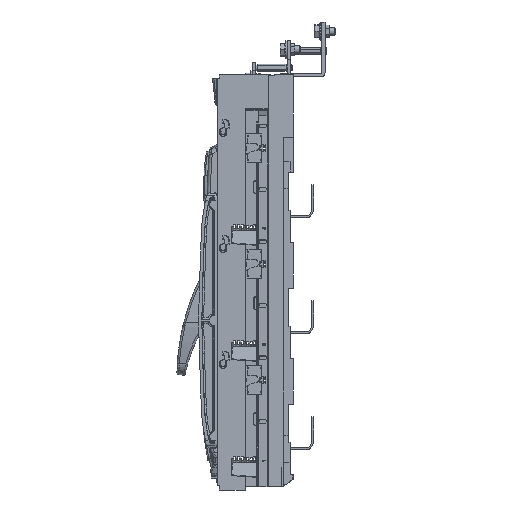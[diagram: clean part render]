
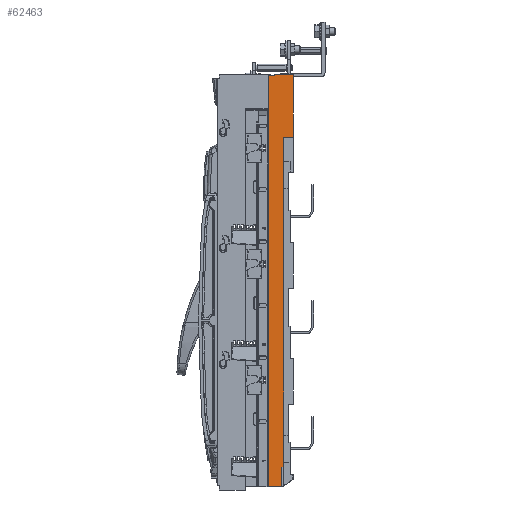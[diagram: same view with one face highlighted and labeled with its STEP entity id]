
A CAD part, left-side view. The second image highlights one B-rep face of the part: STEP entity #62463.
In plain terms, the highlighted planar face has unit normal (-1, -0.01, 0).
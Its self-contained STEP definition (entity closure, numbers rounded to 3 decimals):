
#16248=DIRECTION('',(0.,0.,1.));
#16249=VECTOR('',#16248,99.302);
#16250=CARTESIAN_POINT('',(-99.302,502.155,
114.629));
#16251=LINE('',#16250,#16249);
#27261=DIRECTION('',(0.01,-1.,0.009));
#27262=VECTOR('',#27261,40.004);
#27263=CARTESIAN_POINT('',(-99.715,542.155,
213.582));
#27264=LINE('',#27263,#27262);
#27265=DIRECTION('',(0.,0.,-1.));
#27266=VECTOR('',#27265,526.237);
#27267=CARTESIAN_POINT('',(-99.457,517.155,
114.368));
#27268=LINE('',#27267,#27266);
#27269=DIRECTION('',(0.,0.,-1.));
#27270=VECTOR('',#27269,30.816);
#27271=CARTESIAN_POINT('',(-99.488,520.155,
-411.869));
#27272=LINE('',#27271,#27270);
#27273=DIRECTION('',(-0.01,1.,-0.017));
#27274=VECTOR('',#27273,22.005);
#27275=CARTESIAN_POINT('',(-99.488,520.155,
-442.685));
#27276=LINE('',#27275,#27274);
#27277=DIRECTION('',(0.,0.,1.));
#27278=VECTOR('',#27277,656.651);
#27279=CARTESIAN_POINT('',(-99.715,542.155,
-443.069));
#27280=LINE('',#27279,#27278);
#30248=DIRECTION('',(0.01,-1.,0.017));
#30249=VECTOR('',#30248,15.003);
#30250=CARTESIAN_POINT('',(-99.457,517.155,
114.368));
#30251=LINE('',#30250,#30249);
#31763=DIRECTION('',(0.01,-1.,0.));
#31764=VECTOR('',#31763,3.);
#31765=CARTESIAN_POINT('',(-99.488,520.155,
-411.869));
#31766=LINE('',#31765,#31764);
#57368=CARTESIAN_POINT('',(-99.302,502.155,
114.629));
#57369=VERTEX_POINT('',#57368);
#57370=CARTESIAN_POINT('',(-99.302,502.155,
213.931));
#57371=VERTEX_POINT('',#57370);
#57636=CARTESIAN_POINT('',(-99.457,517.155,
-411.869));
#57637=VERTEX_POINT('',#57636);
#57638=CARTESIAN_POINT('',(-99.457,517.155,
114.368));
#57639=VERTEX_POINT('',#57638);
#57739=CARTESIAN_POINT('',(-99.715,542.155,
-443.069));
#57740=CARTESIAN_POINT('',(-99.715,542.155,
213.582));
#57741=VERTEX_POINT('',#57739);
#57742=VERTEX_POINT('',#57740);
#57747=CARTESIAN_POINT('',(-99.488,520.155,
-411.869));
#57748=VERTEX_POINT('',#57747);
#57749=CARTESIAN_POINT('',(-99.488,520.155,
-442.685));
#57750=VERTEX_POINT('',#57749);
#62443=CARTESIAN_POINT('',(-99.736,544.155,
217.28));
#62444=DIRECTION('',(1.,0.01,0.));
#62445=DIRECTION('',(0.01,-1.,0.));
#62446=AXIS2_PLACEMENT_3D('',#62443,#62444,#62445);
#62447=PLANE('',#62446);
#62449=ORIENTED_EDGE('',*,*,#62448,.T.);
#62450=ORIENTED_EDGE('',*,*,#59596,.F.);
#62452=ORIENTED_EDGE('',*,*,#62451,.F.);
#62453=ORIENTED_EDGE('',*,*,#61404,.T.);
#62455=ORIENTED_EDGE('',*,*,#62454,.F.);
#62457=ORIENTED_EDGE('',*,*,#62456,.T.);
#62459=ORIENTED_EDGE('',*,*,#62458,.T.);
#62460=ORIENTED_EDGE('',*,*,#62414,.T.);
#62461=EDGE_LOOP('',(#62449,#62450,#62452,#62453,#62455,#62457,#62459,#62460));
#62462=FACE_OUTER_BOUND('',#62461,.F.);
#59596=EDGE_CURVE('',#57369,#57371,#16251,.T.);
#61404=EDGE_CURVE('',#57639,#57637,#27268,.T.);
#62414=EDGE_CURVE('',#57741,#57742,#27280,.T.);
#62448=EDGE_CURVE('',#57742,#57371,#27264,.T.);
#62451=EDGE_CURVE('',#57639,#57369,#30251,.T.);
#62454=EDGE_CURVE('',#57748,#57637,#31766,.T.);
#62456=EDGE_CURVE('',#57748,#57750,#27272,.T.);
#62458=EDGE_CURVE('',#57750,#57741,#27276,.T.);
#62463=ADVANCED_FACE('',(#62462),#62447,.F.);
